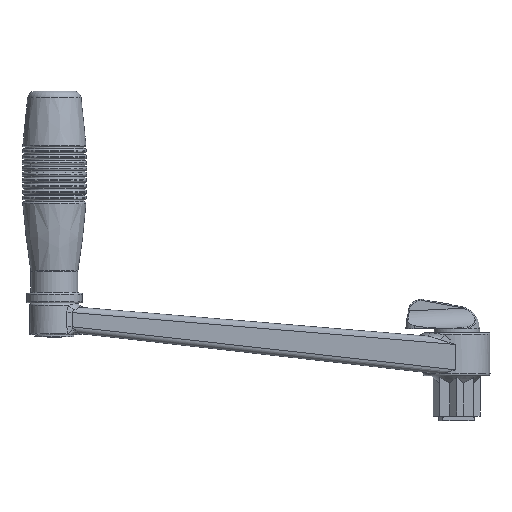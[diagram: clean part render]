
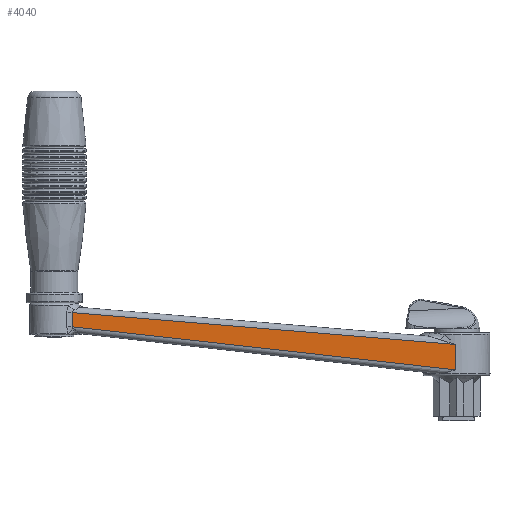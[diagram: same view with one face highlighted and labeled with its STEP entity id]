
A CAD part, left-side view. The second image highlights one B-rep face of the part: STEP entity #4040.
In plain terms, the highlighted planar face has unit normal (-0.999, 0.035, 0).
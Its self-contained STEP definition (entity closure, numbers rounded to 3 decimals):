
#345=PLANE('',#4479);
#607=FACE_OUTER_BOUND('',#888,.T.);
#888=EDGE_LOOP('',(#3540,#3541,#3542,#3543));
#1071=LINE('',#7982,#1233);
#1077=LINE('',#8087,#1239);
#1081=LINE('',#8400,#1243);
#1087=LINE('',#8439,#1249);
#1233=VECTOR('',#5145,10.);
#1239=VECTOR('',#5177,10.);
#1243=VECTOR('',#5217,10.);
#1249=VECTOR('',#5249,1.);
#1819=VERTEX_POINT('',#7788);
#1830=VERTEX_POINT('',#7976);
#1841=VERTEX_POINT('',#8043);
#1862=VERTEX_POINT('',#8393);
#2297=EDGE_CURVE('',#1830,#1819,#1071,.T.);
#2318=EDGE_CURVE('',#1841,#1830,#1077,.T.);
#2351=EDGE_CURVE('',#1862,#1841,#1081,.T.);
#2366=EDGE_CURVE('',#1862,#1819,#1087,.T.);
#3540=ORIENTED_EDGE('',*,*,#2318,.F.);
#3541=ORIENTED_EDGE('',*,*,#2351,.F.);
#3542=ORIENTED_EDGE('',*,*,#2366,.T.);
#3543=ORIENTED_EDGE('',*,*,#2297,.F.);
#4040=ADVANCED_FACE('',(#607),#345,.T.);
#4479=AXIS2_PLACEMENT_3D('',#8735,#5511,#5512);
#5145=DIRECTION('',(-0.035,-0.996,-0.083));
#5177=DIRECTION('',(0.,0.,1.));
#5217=DIRECTION('',(0.035,0.993,0.111));
#5249=DIRECTION('',(0.,0.,1.));
#5511=DIRECTION('center_axis',(-0.999,0.035,0.));
#5512=DIRECTION('ref_axis',(0.,0.,1.));
#7788=CARTESIAN_POINT('',(-16.989,0.603,16.011));
#7976=CARTESIAN_POINT('',(-10.057,195.899,32.207));
#7982=CARTESIAN_POINT('',(-17.026,-0.438,15.925));
#8043=CARTESIAN_POINT('',(-10.057,195.899,24.986));
#8087=CARTESIAN_POINT('',(-10.057,195.899,36.987));
#8393=CARTESIAN_POINT('',(-16.989,0.603,3.075));
#8400=CARTESIAN_POINT('',(-13.386,102.104,14.462));
#8439=CARTESIAN_POINT('',(-16.989,0.603,-2.013));
#8735=CARTESIAN_POINT('Origin',(-16.989,0.603,-2.013));
